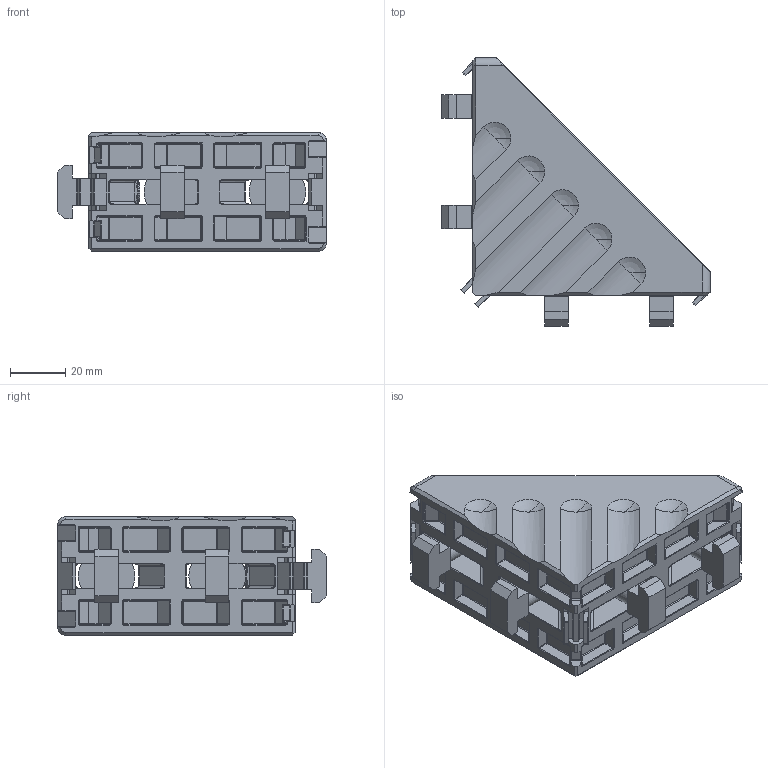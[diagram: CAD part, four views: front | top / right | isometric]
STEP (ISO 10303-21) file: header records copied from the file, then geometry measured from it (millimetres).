
FILE_DESCRIPTION((''),'2;1');
FILE_NAME('3 842 523 570 - 45x90 Gusset with fasteners.ipt.stp','2011-06-02T21:58:06',(''),(''),'Autodesk Inventor 2011','Autodesk Inventor 2011','');
FILE_SCHEMA(('AUTOMOTIVE_DESIGN { 1 0 10303 214 1 1 1 1 }'));
Length unit declared in the file: millimetre
Products named in the file (1): 3 842 523 570 - 45x90 Gusset with fasteners
Bounding box: 97.3 x 97.3 x 43 mm (x, y, z)
Volume: 79528.8 mm3; surface area: 36510.3 mm2
Topology: 9 solids, 9 shells, 907 faces, 2159 edges, 1191 vertices
Faces by surface type: cylinder 369, plane 268, sphere 101, bspline 64, torus 56, cone 49
Entity records: 37703 total; most frequent: CARTESIAN_POINT 17818, DIRECTION 4234, ORIENTED_EDGE 4124, EDGE_CURVE 2062, AXIS2_PLACEMENT_3D 1607, VERTEX_POINT 1191, VECTOR 1020, LINE 1020
